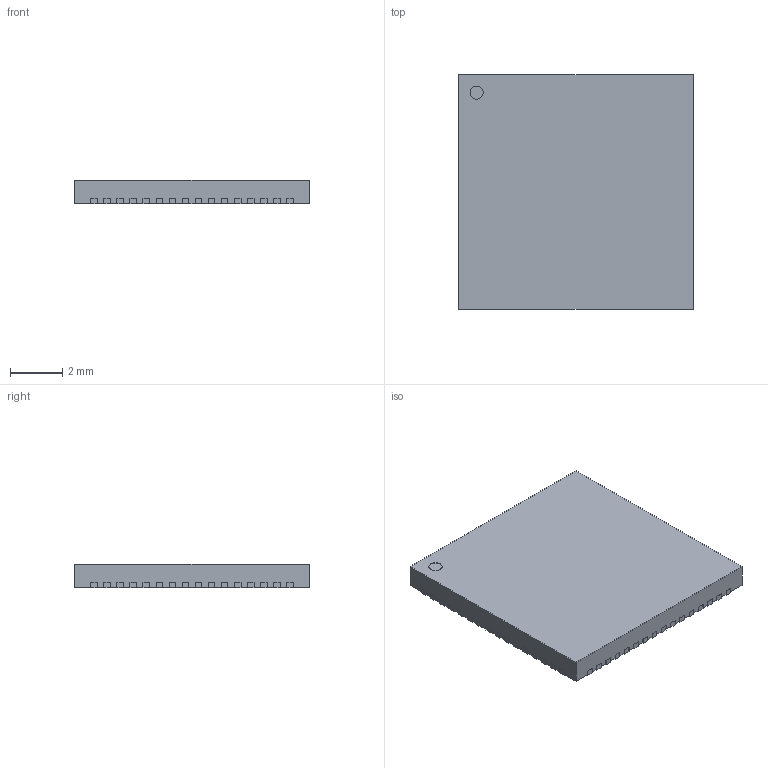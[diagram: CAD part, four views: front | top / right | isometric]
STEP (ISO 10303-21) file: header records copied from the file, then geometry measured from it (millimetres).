
FILE_DESCRIPTION(('FreeCAD Model'),'2;1');
FILE_NAME('qfn64_9x9_p05.step', '2016-03-23T13:46:25',('Author'),(''), 'Open CASCADE STEP processor 6.8','FreeCAD','Unknown');
FILE_SCHEMA(('AUTOMOTIVE_DESIGN_CC2 { 1 2 10303 214 -1 1 5 4 }'));
Length unit declared in the file: millimetre
Products named in the file (1): qfn64_9x9_p05
Bounding box: 9 x 9 x 0.91 mm (x, y, z)
Volume: 71.6 mm3; surface area: 196.1 mm2
Topology: 1 solids, 1 shells, 398 faces, 1182 edges, 788 vertices
Faces by surface type: plane 333, cylinder 65
Full cylindrical faces by diameter (mm): 0.5 x1
Entity records: 31401 total; most frequent: CARTESIAN_POINT 5826, DIRECTION 4021, LINE 2961, VECTOR 2961, ORIENTED_EDGE 2364, PCURVE 2364, DEFINITIONAL_REPRESENTATION 2364, EDGE_CURVE 1182
